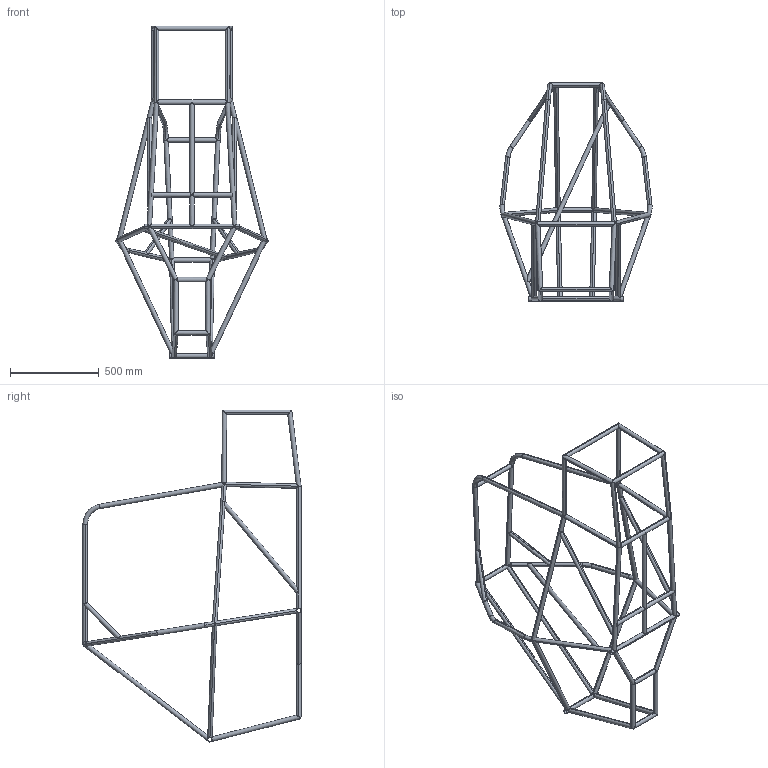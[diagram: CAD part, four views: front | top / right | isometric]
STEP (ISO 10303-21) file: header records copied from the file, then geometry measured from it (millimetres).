
FILE_DESCRIPTION (( 'STEP AP214' ), '1' );
FILE_NAME ('frame v3.STEP', '2023-07-28T02:57:51', ( '' ), ( '' ), 'SwSTEP 2.0', 'SolidWorks 2022', '' );
FILE_SCHEMA (( 'AUTOMOTIVE_DESIGN' ));
Length unit declared in the file: inch
Products named in the file (1): frame v3
Bounding box: 858.41 x 1229.59 x 1871.74 mm (x, y, z)
Volume: 2430273.1 mm3; surface area: 3669145.2 mm2
Topology: 57 solids, 57 shells, 414 faces, 1076 edges, 728 vertices
Faces by surface type: cylinder 262, plane 118, torus 34
Entity records: 17390 total; most frequent: CARTESIAN_POINT 7775, ORIENTED_EDGE 2152, DIRECTION 1506, EDGE_CURVE 1076, VERTEX_POINT 728, AXIS2_PLACEMENT_3D 619, EDGE_LOOP 480, ADVANCED_FACE 414
